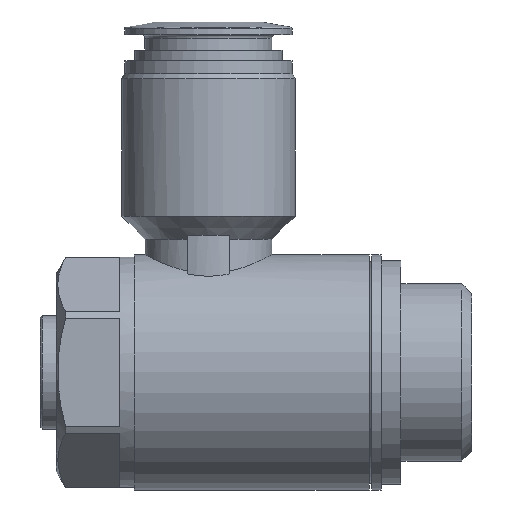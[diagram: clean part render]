
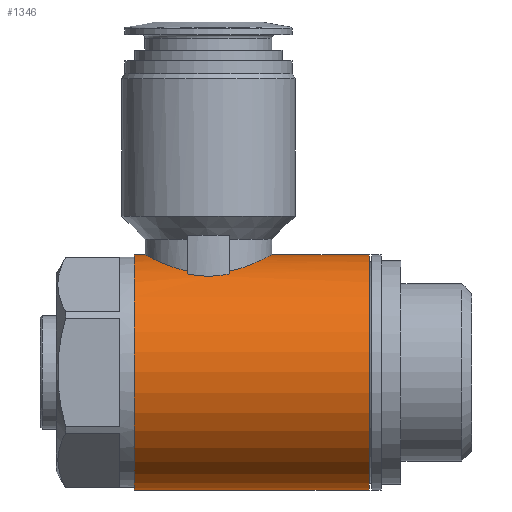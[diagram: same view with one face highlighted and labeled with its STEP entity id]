
A CAD part, left-side view. The second image highlights one B-rep face of the part: STEP entity #1346.
In plain terms, the highlighted cylindrical face has radius 13.9 mm (diameter 27.8 mm), a full revolution.
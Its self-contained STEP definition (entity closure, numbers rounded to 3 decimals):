
#129=CIRCLE('',#1420,13.9);
#130=CIRCLE('',#1421,13.9);
#131=CIRCLE('',#1422,13.9);
#132=CIRCLE('',#1423,13.9);
#133=CIRCLE('',#1424,13.9);
#134=CIRCLE('',#1425,13.9);
#193=ORIENTED_EDGE('',*,*,#417,.F.);
#194=ORIENTED_EDGE('',*,*,#418,.T.);
#195=ORIENTED_EDGE('',*,*,#419,.F.);
#196=ORIENTED_EDGE('',*,*,#420,.F.);
#197=ORIENTED_EDGE('',*,*,#421,.F.);
#198=ORIENTED_EDGE('',*,*,#422,.F.);
#199=ORIENTED_EDGE('',*,*,#423,.F.);
#200=ORIENTED_EDGE('',*,*,#424,.F.);
#201=ORIENTED_EDGE('',*,*,#425,.F.);
#202=ORIENTED_EDGE('',*,*,#426,.F.);
#417=EDGE_CURVE('',#529,#529,#129,.T.);
#418=EDGE_CURVE('',#530,#530,#130,.T.);
#419=EDGE_CURVE('',#531,#532,#131,.T.);
#420=EDGE_CURVE('',#533,#531,#616,.T.);
#421=EDGE_CURVE('',#534,#533,#132,.T.);
#422=EDGE_CURVE('',#535,#534,#617,.T.);
#423=EDGE_CURVE('',#536,#535,#133,.T.);
#424=EDGE_CURVE('',#537,#536,#618,.T.);
#425=EDGE_CURVE('',#538,#537,#134,.T.);
#426=EDGE_CURVE('',#532,#538,#619,.T.);
#529=VERTEX_POINT('',#1865);
#530=VERTEX_POINT('',#1867);
#531=VERTEX_POINT('',#1869);
#532=VERTEX_POINT('',#1870);
#533=VERTEX_POINT('',#1880);
#534=VERTEX_POINT('',#1882);
#535=VERTEX_POINT('',#1888);
#536=VERTEX_POINT('',#1890);
#537=VERTEX_POINT('',#1900);
#538=VERTEX_POINT('',#1902);
#616=B_SPLINE_CURVE_WITH_KNOTS('',3,(#1871,#1872,#1873,#1874,#1875,#1876,
#1877,#1878,#1879),.UNSPECIFIED.,.F.,.F.,(4,1,1,1,1,1,4),(0.026,
0.031,0.034,0.036,0.038,
0.041,0.045),.UNSPECIFIED.);
#617=B_SPLINE_CURVE_WITH_KNOTS('',3,(#1883,#1884,#1885,#1886,#1887),
 .UNSPECIFIED.,.F.,.F.,(4,1,4),(0.,0.003,0.005),
 .UNSPECIFIED.);
#618=B_SPLINE_CURVE_WITH_KNOTS('',3,(#1891,#1892,#1893,#1894,#1895,#1896,
#1897,#1898,#1899),.UNSPECIFIED.,.F.,.F.,(4,1,1,1,1,1,4),(0.003,
0.007,0.01,0.012,0.014,
0.017,0.021),.UNSPECIFIED.);
#619=B_SPLINE_CURVE_WITH_KNOTS('',3,(#1903,#1904,#1905,#1906,#1907),
 .UNSPECIFIED.,.F.,.F.,(4,1,4),(0.,0.003,0.005),
 .UNSPECIFIED.);
#636=EDGE_LOOP('',(#193));
#637=EDGE_LOOP('',(#194));
#638=EDGE_LOOP('',(#195,#196,#197,#198,#199,#200,#201,#202));
#746=FACE_BOUND('',#636,.T.);
#747=FACE_BOUND('',#637,.T.);
#748=FACE_BOUND('',#638,.T.);
#855=CYLINDRICAL_SURFACE('',#1419,13.9);
#1346=ADVANCED_FACE('',(#746,#747,#748),#855,.T.);
#1419=AXIS2_PLACEMENT_3D('',#1863,#1553,#1554);
#1420=AXIS2_PLACEMENT_3D('',#1864,#1555,#1556);
#1421=AXIS2_PLACEMENT_3D('',#1866,#1557,#1558);
#1422=AXIS2_PLACEMENT_3D('',#1868,#1559,#1560);
#1423=AXIS2_PLACEMENT_3D('',#1881,#1561,#1562);
#1424=AXIS2_PLACEMENT_3D('',#1889,#1563,#1564);
#1425=AXIS2_PLACEMENT_3D('',#1901,#1565,#1566);
#1553=DIRECTION('',(0.,-1.,0.));
#1554=DIRECTION('',(0.,0.,-1.));
#1555=DIRECTION('',(0.,-1.,0.));
#1556=DIRECTION('',(0.,0.,-1.));
#1557=DIRECTION('',(0.,-1.,0.));
#1558=DIRECTION('',(0.,0.,-1.));
#1559=DIRECTION('',(0.,-1.,0.));
#1560=DIRECTION('',(0.,0.,-1.));
#1561=DIRECTION('',(0.,-1.,0.));
#1562=DIRECTION('',(0.,0.,-1.));
#1563=DIRECTION('',(0.,1.,0.));
#1564=DIRECTION('',(0.,0.,1.));
#1565=DIRECTION('',(0.,1.,0.));
#1566=DIRECTION('',(0.,0.,1.));
#1863=CARTESIAN_POINT('',(0.,-31.1,0.));
#1864=CARTESIAN_POINT('',(0.,-19.,0.));
#1865=CARTESIAN_POINT('',(0.,-19.,-13.9));
#1866=CARTESIAN_POINT('',(0.,8.75,0.));
#1867=CARTESIAN_POINT('',(0.,8.75,-13.9));
#1868=CARTESIAN_POINT('',(0.,2.5,0.));
#1869=CARTESIAN_POINT('',(-7.071,2.5,11.967));
#1870=CARTESIAN_POINT('',(-7.599,2.5,11.639));
#1871=CARTESIAN_POINT('',(7.071,2.5,11.967));
#1872=CARTESIAN_POINT('',(6.553,3.965,12.273));
#1873=CARTESIAN_POINT('',(5.13,5.835,13.042));
#1874=CARTESIAN_POINT('',(2.368,7.245,13.76));
#1875=CARTESIAN_POINT('',(0.007,7.627,13.97));
#1876=CARTESIAN_POINT('',(-2.361,7.248,13.762));
#1877=CARTESIAN_POINT('',(-5.136,5.834,13.041));
#1878=CARTESIAN_POINT('',(-6.559,3.947,12.269));
#1879=CARTESIAN_POINT('',(-7.071,2.5,11.967));
#1880=CARTESIAN_POINT('',(7.071,2.5,11.967));
#1881=CARTESIAN_POINT('',(0.,2.5,0.));
#1882=CARTESIAN_POINT('',(7.599,2.5,11.639));
#1883=CARTESIAN_POINT('',(7.599,-2.5,11.639));
#1884=CARTESIAN_POINT('',(7.863,-1.699,11.467));
#1885=CARTESIAN_POINT('',(8.137,0.,11.267));
#1886=CARTESIAN_POINT('',(7.863,1.699,11.467));
#1887=CARTESIAN_POINT('',(7.599,2.5,11.639));
#1888=CARTESIAN_POINT('',(7.599,-2.5,11.639));
#1889=CARTESIAN_POINT('',(0.,-2.5,0.));
#1890=CARTESIAN_POINT('',(7.071,-2.5,11.967));
#1891=CARTESIAN_POINT('',(-7.071,-2.5,11.967));
#1892=CARTESIAN_POINT('',(-6.553,-3.966,12.273));
#1893=CARTESIAN_POINT('',(-5.128,-5.837,13.043));
#1894=CARTESIAN_POINT('',(-2.369,-7.244,13.759));
#1895=CARTESIAN_POINT('',(-0.009,-7.627,13.97));
#1896=CARTESIAN_POINT('',(2.36,-7.249,13.762));
#1897=CARTESIAN_POINT('',(5.139,-5.831,13.04));
#1898=CARTESIAN_POINT('',(6.557,-3.954,12.271));
#1899=CARTESIAN_POINT('',(7.071,-2.5,11.967));
#1900=CARTESIAN_POINT('',(-7.071,-2.5,11.967));
#1901=CARTESIAN_POINT('',(0.,-2.5,0.));
#1902=CARTESIAN_POINT('',(-7.599,-2.5,11.639));
#1903=CARTESIAN_POINT('',(-7.599,2.5,11.639));
#1904=CARTESIAN_POINT('',(-7.863,1.699,11.467));
#1905=CARTESIAN_POINT('',(-8.137,0.,11.267));
#1906=CARTESIAN_POINT('',(-7.863,-1.699,11.467));
#1907=CARTESIAN_POINT('',(-7.599,-2.5,11.639));
